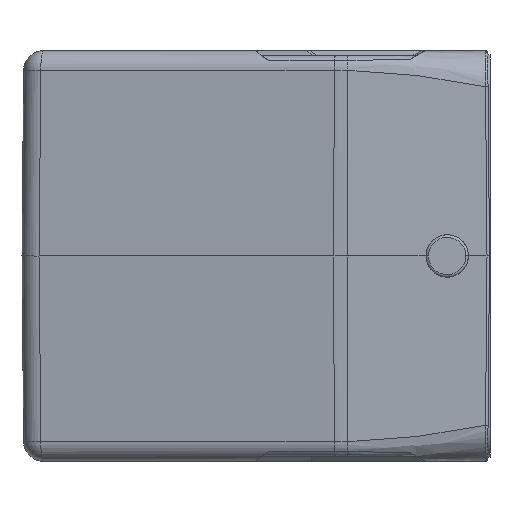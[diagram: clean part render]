
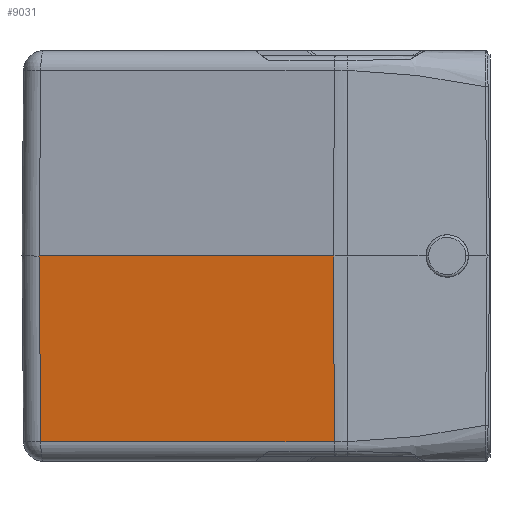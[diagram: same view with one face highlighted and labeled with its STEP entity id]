
A CAD part, left-side view. The second image highlights one B-rep face of the part: STEP entity #9031.
In plain terms, the highlighted planar face has unit normal (-0.99, 0.139, -0.009).
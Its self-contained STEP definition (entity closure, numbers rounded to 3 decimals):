
#277=DIRECTION('',(-0.139,-0.99,0.));
#278=VECTOR('',#277,59.487);
#279=CARTESIAN_POINT('',(-38.201,43.231,-37.285));
#280=LINE('',#279,#278);
#774=DIRECTION('',(-0.009,0.001,1.));
#775=VECTOR('',#774,37.286);
#776=CARTESIAN_POINT('',(-46.48,-15.676,
-37.285));
#777=LINE('',#776,#775);
#782=DIRECTION('',(-0.139,-0.99,0.));
#783=VECTOR('',#782,59.792);
#784=CARTESIAN_POINT('',(-38.484,43.557,0.));
#785=LINE('',#784,#783);
#786=DIRECTION('',(-0.008,0.009,1.));
#787=VECTOR('',#786,37.287);
#788=CARTESIAN_POINT('',(-38.201,43.231,-37.285));
#789=LINE('',#788,#787);
#6638=CARTESIAN_POINT('',(-38.201,43.231,
-37.285));
#6639=VERTEX_POINT('',#6638);
#6640=CARTESIAN_POINT('',(-46.48,-15.676,
-37.285));
#6641=VERTEX_POINT('',#6640);
#6737=CARTESIAN_POINT('',(-46.805,-15.653,
0.));
#6738=VERTEX_POINT('',#6737);
#6739=CARTESIAN_POINT('',(-38.484,43.557,
0.));
#6740=VERTEX_POINT('',#6739);
#9018=CARTESIAN_POINT('',(-38.,47.,0.));
#9019=DIRECTION('',(-0.99,0.139,-0.009));
#9020=DIRECTION('',(-0.139,-0.99,0.));
#9021=AXIS2_PLACEMENT_3D('',#9018,#9019,#9020);
#9022=PLANE('',#9021);
#9024=ORIENTED_EDGE('',*,*,#9023,.T.);
#9025=ORIENTED_EDGE('',*,*,#9008,.F.);
#9026=ORIENTED_EDGE('',*,*,#8353,.F.);
#9028=ORIENTED_EDGE('',*,*,#9027,.T.);
#9029=EDGE_LOOP('',(#9024,#9025,#9026,#9028));
#9030=FACE_OUTER_BOUND('',#9029,.F.);
#9031=ADVANCED_FACE('',(#9030),#9022,.T.);
#8353=EDGE_CURVE('',#6639,#6641,#280,.T.);
#9008=EDGE_CURVE('',#6641,#6738,#777,.T.);
#9023=EDGE_CURVE('',#6740,#6738,#785,.T.);
#9027=EDGE_CURVE('',#6639,#6740,#789,.T.);
